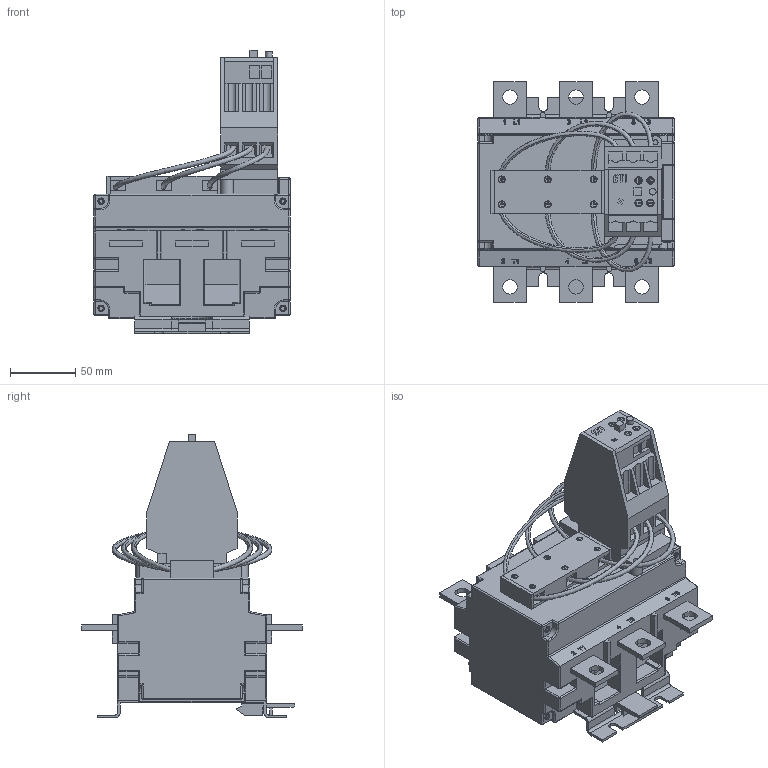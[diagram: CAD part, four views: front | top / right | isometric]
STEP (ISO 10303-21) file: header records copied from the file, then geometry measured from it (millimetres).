
FILE_DESCRIPTION((''),'2;1');
FILE_NAME('ASM0104UU_ASM','2021-06-10T',('marketing.praksa'),('Audax d.o.o.'),'CREO PARAMETRIC BY PTC INC, 2017480','CREO PARAMETRIC BY PTC INC, 2017480','');
FILE_SCHEMA(('AUTOMOTIVE_DESIGN { 1 0 10303 214 1 1 1 1 }'));
Products named in the file (22): BREP_2_1_2_3_4_5_6_7; BREP_6_1_2_3_4; BREP_7_1_2_3_4; BREP_8_1_2_3_4; BREP_9_1_2_3_4; BREP_10_1_2_3_4; BREP_11_1_2_3_4; BREP_12_1_2_3_4; BREP_13_1_2_3_4; BREP_14_1_2_3_4; PRT9540; PRT9541; PRT9543; PRT9544; NEW-NEW-BASE; SCR-INMSD; PRT9545; BREP_2_1_2_3_4_5_6_7_1_1; BREP_2_1_2_3_4_5_6_7_1_2; PRT9546; ABC; ASM0104UU_ASM
Assembly tree (30 placements, depth 2):
  ASM0104UU_ASM
    BREP_2_1_2_3_4_5_6_7
    BREP_6_1_2_3_4
    BREP_7_1_2_3_4
    BREP_8_1_2_3_4
    BREP_9_1_2_3_4
    BREP_10_1_2_3_4
    BREP_11_1_2_3_4
    BREP_12_1_2_3_4
    BREP_13_1_2_3_4
    BREP_14_1_2_3_4
    PRT9540
    PRT9541
    PRT9543
    PRT9544
    NEW-NEW-BASE
    SCR-INMSD
    PRT9545  x10
    BREP_2_1_2_3_4_5_6_7_1_1
    BREP_2_1_2_3_4_5_6_7_1_2
    PRT9546
    ABC
Bounding box: 150.3 x 169.3 x 217.29 mm (x, y, z)
Volume: 1747356.7 mm3; surface area: 192489.9 mm2
Topology: 54 solids, 54 shells, 1462 faces, 3598 edges, 2276 vertices
Faces by surface type: plane 902, cylinder 309, extrusion 110, torus 64, sphere 45, cone 20, bspline 12
Entity records: 65829 total; most frequent: CARTESIAN_POINT 16658, ORIENTED_EDGE 6106, DIRECTION 5738, PRESENTATION_STYLE_ASSIGNMENT 4454, STYLED_ITEM 4454, CURVE_STYLE 3163, EDGE_CURVE 3053, VECTOR 2306
